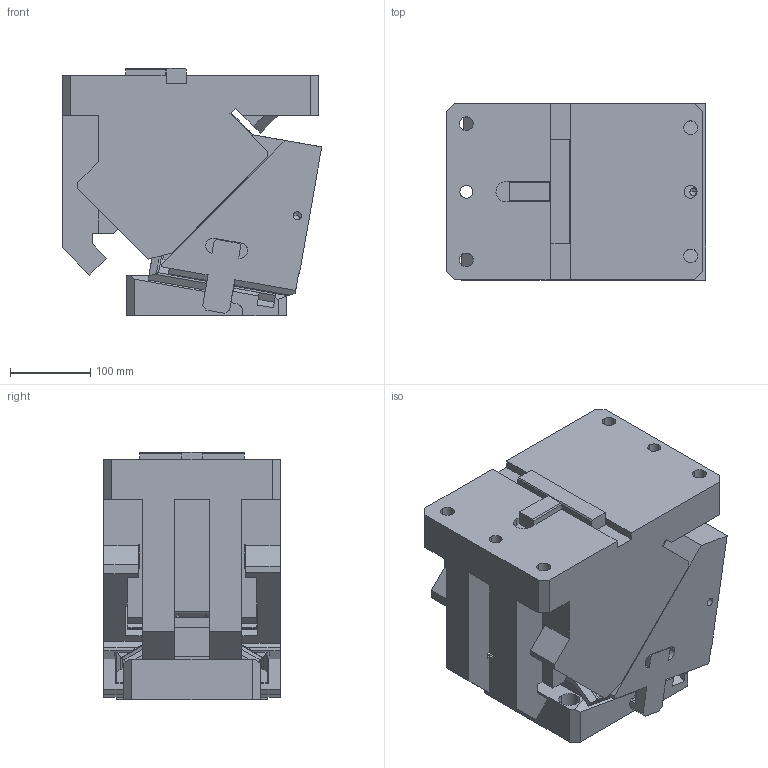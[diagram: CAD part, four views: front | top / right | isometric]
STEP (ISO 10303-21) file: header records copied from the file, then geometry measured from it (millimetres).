
FILE_DESCRIPTION(('CATIA V5 STEP Exchange'),'2;1');
FILE_NAME('CACV_F_220_10.stp','2015-04-27T06:54:14+00:00',('none'),('none'),'CATIA Version 5 Release 19 SP 2 (IN-10)','CATIA V5 STEP AP203','none');
FILE_SCHEMA(('CONFIG_CONTROL_DESIGN'));
Length unit declared in the file: millimetre
Products named in the file (1): CACV_F_220_10
Bounding box: 323.81 x 220 x 309 mm (x, y, z)
Volume: 15437133.8 mm3; surface area: 868450.4 mm2
Topology: 3 solids, 8 shells, 589 faces, 1646 edges, 1074 vertices
Faces by surface type: plane 418, cylinder 163, cone 8
Entity records: 19312 total; most frequent: CARTESIAN_POINT 4672, ORIENTED_EDGE 3280, DIRECTION 2543, EDGE_CURVE 1640, VECTOR 1306, LINE 1306, VERTEX_POINT 1074, AXIS2_PLACEMENT_3D 719
